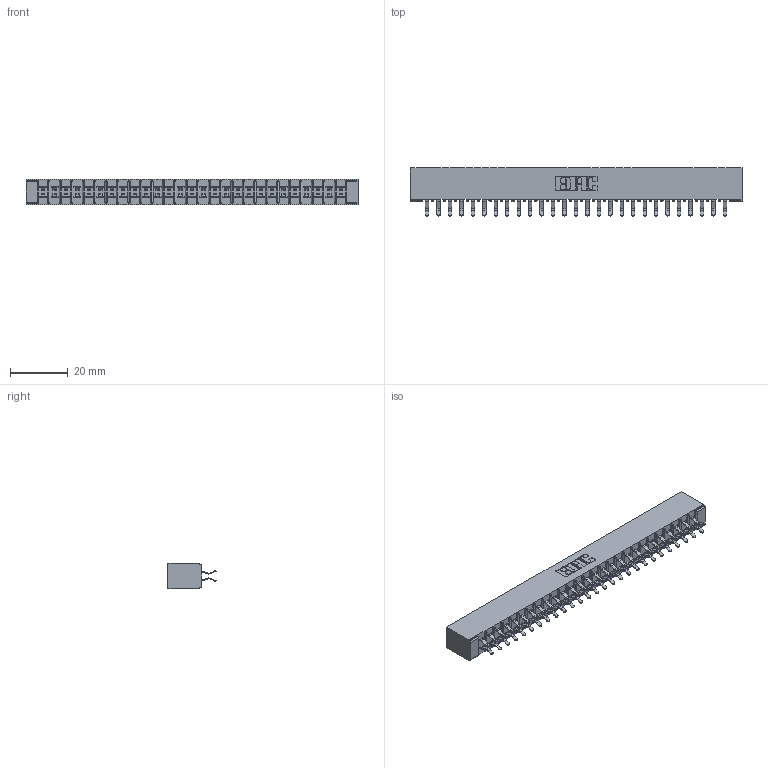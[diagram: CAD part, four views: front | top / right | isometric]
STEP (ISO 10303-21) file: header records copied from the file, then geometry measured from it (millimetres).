
FILE_DESCRIPTION (( 'STEP AP203' ), '1' );
FILE_NAME ('355-054-556-201.STEP', '2019-09-11T17:17:47', ( '' ), ( '' ), 'SwSTEP 2.0', 'SolidWorks 2016', '' );
FILE_SCHEMA (( 'CONFIG_CONTROL_DESIGN' ));
Length unit declared in the file: inch
Products named in the file (3): 305 Part_No Mounting; 305-290-001_556; 355-054-556-201
Assembly tree (55 placements, depth 2):
  355-054-556-201
    305 Part_No Mounting
    305-290-001_556  x54
Bounding box: 114.86 x 16.64 x 8.71 mm (x, y, z)
Volume: 7374.5 mm3; surface area: 14815.2 mm2
Topology: 55 solids, 55 shells, 3132 faces, 9013 edges, 5862 vertices
Faces by surface type: plane 1738, cylinder 1286, sphere 108
Entity records: 31004 total; most frequent: CARTESIAN_POINT 5131, ORIENTED_EDGE 5090, DIRECTION 4977, EDGE_CURVE 2545, LINE 2041, VECTOR 2041, VERTEX_POINT 1622, AXIS2_PLACEMENT_3D 1468
